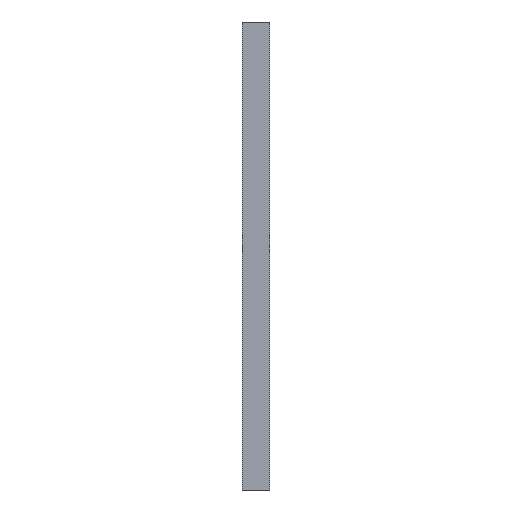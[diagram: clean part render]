
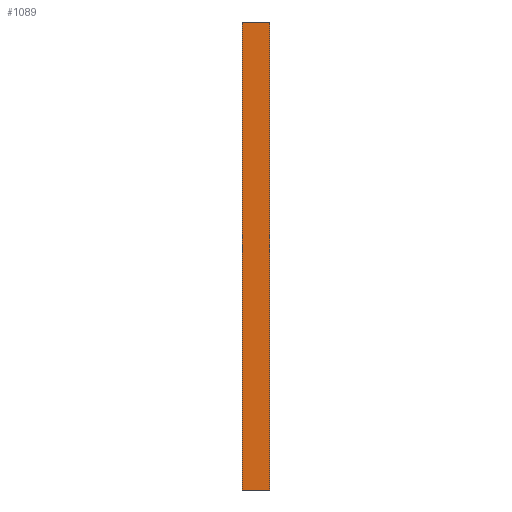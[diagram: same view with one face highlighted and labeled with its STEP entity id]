
A CAD part, left-side view. The second image highlights one B-rep face of the part: STEP entity #1089.
In plain terms, the highlighted planar face has unit normal (-1, 0, 0).
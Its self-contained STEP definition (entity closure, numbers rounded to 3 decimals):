
#127=FACE_OUTER_BOUND('',#209,.T.);
#209=EDGE_LOOP('',(#985,#986,#987,#988));
#222=LINE('',#1478,#348);
#263=LINE('',#1577,#389);
#335=LINE('',#1744,#461);
#336=LINE('',#1745,#462);
#348=VECTOR('',#1197,10.);
#389=VECTOR('',#1260,10.);
#461=VECTOR('',#1442,10.);
#462=VECTOR('',#1443,10.);
#474=VERTEX_POINT('',#1475);
#475=VERTEX_POINT('',#1477);
#519=VERTEX_POINT('',#1570);
#522=VERTEX_POINT('',#1575);
#572=EDGE_CURVE('',#474,#475,#222,.T.);
#622=EDGE_CURVE('',#522,#519,#263,.T.);
#705=EDGE_CURVE('',#474,#519,#335,.T.);
#706=EDGE_CURVE('',#475,#522,#336,.T.);
#985=ORIENTED_EDGE('',*,*,#572,.F.);
#986=ORIENTED_EDGE('',*,*,#705,.T.);
#987=ORIENTED_EDGE('',*,*,#622,.F.);
#988=ORIENTED_EDGE('',*,*,#706,.F.);
#1038=PLANE('',#1175);
#1089=ADVANCED_FACE('',(#127),#1038,.T.);
#1175=AXIS2_PLACEMENT_3D('',#1743,#1440,#1441);
#1197=DIRECTION('',(0.,0.,-1.));
#1260=DIRECTION('',(0.,0.,1.));
#1440=DIRECTION('center_axis',(-1.,0.,0.));
#1441=DIRECTION('ref_axis',(0.,0.,1.));
#1442=DIRECTION('',(0.,1.,0.));
#1443=DIRECTION('',(0.,1.,0.));
#1475=CARTESIAN_POINT('',(0.,0.,85.));
#1477=CARTESIAN_POINT('',(0.,0.,0.));
#1478=CARTESIAN_POINT('',(0.,0.,85.));
#1570=CARTESIAN_POINT('',(0.,5.,85.));
#1575=CARTESIAN_POINT('',(0.,5.,0.));
#1577=CARTESIAN_POINT('',(0.,5.,85.));
#1743=CARTESIAN_POINT('Origin',(0.,0.,0.));
#1744=CARTESIAN_POINT('',(0.,0.,85.));
#1745=CARTESIAN_POINT('',(0.,0.,0.));
